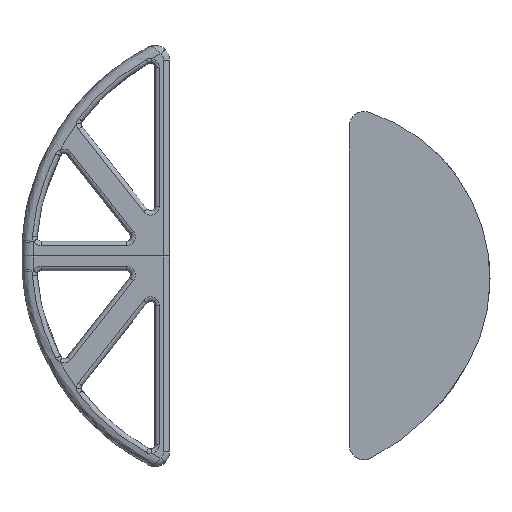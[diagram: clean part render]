
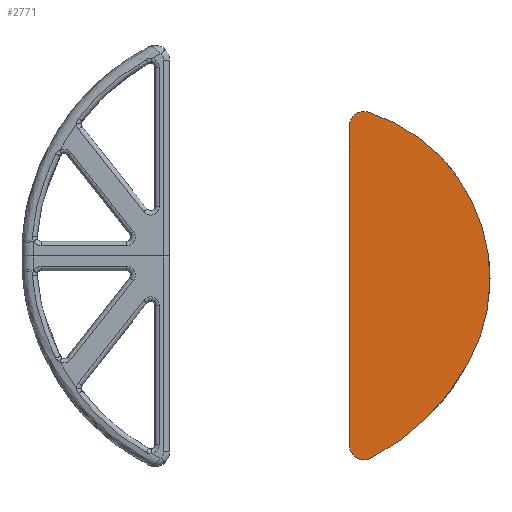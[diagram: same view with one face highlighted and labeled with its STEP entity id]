
A CAD part, front view. The second image highlights one B-rep face of the part: STEP entity #2771.
In plain terms, the highlighted planar face has unit normal (0, -1, 0).
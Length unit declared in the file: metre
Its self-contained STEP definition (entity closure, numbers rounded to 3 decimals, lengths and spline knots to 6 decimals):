
#112=LINE('',#4155,#221);
#221=VECTOR('',#3336,1.);
#327=PLANE('',#3003);
#365=CIRCLE('',#2992,0.12);
#370=CIRCLE('',#3001,0.161555);
#372=CIRCLE('',#3004,0.01);
#373=CIRCLE('',#3005,0.01);
#561=ORIENTED_EDGE('',*,*,#1409,.T.);
#562=ORIENTED_EDGE('',*,*,#1414,.T.);
#563=ORIENTED_EDGE('',*,*,#1411,.T.);
#564=ORIENTED_EDGE('',*,*,#1397,.T.);
#565=ORIENTED_EDGE('',*,*,#1415,.T.);
#1397=EDGE_CURVE('',#1830,#1829,#365,.T.);
#1409=EDGE_CURVE('',#1842,#1841,#112,.T.);
#1411=EDGE_CURVE('',#1843,#1830,#370,.T.);
#1414=EDGE_CURVE('',#1841,#1843,#372,.T.);
#1415=EDGE_CURVE('',#1829,#1842,#373,.T.);
#1829=VERTEX_POINT('',#4088);
#1830=VERTEX_POINT('',#4090);
#1841=VERTEX_POINT('',#4154);
#1842=VERTEX_POINT('',#4156);
#1843=VERTEX_POINT('',#4160);
#2270=EDGE_LOOP('',(#561,#562,#563,#564,#565));
#2493=FACE_BOUND('',#2270,.T.);
#2771=ADVANCED_FACE('',(#2493),#327,.T.);
#2992=AXIS2_PLACEMENT_3D('',#4089,#3315,#3316);
#3001=AXIS2_PLACEMENT_3D('',#4159,#3340,#3341);
#3003=AXIS2_PLACEMENT_3D('',#4164,#3345,#3346);
#3004=AXIS2_PLACEMENT_3D('',#4165,#3347,#3348);
#3005=AXIS2_PLACEMENT_3D('',#4166,#3349,#3350);
#3315=DIRECTION('',(0.,-1.,0.));
#3316=DIRECTION('',(0.,0.,-1.));
#3336=DIRECTION('',(0.,0.,-1.));
#3340=DIRECTION('',(0.,-1.,0.));
#3341=DIRECTION('',(0.,0.,-1.));
#3345=DIRECTION('',(0.,-1.,0.));
#3346=DIRECTION('',(1.,0.,0.));
#3347=DIRECTION('',(0.,-1.,0.));
#3348=DIRECTION('',(0.,0.,-1.));
#3349=DIRECTION('',(0.,-1.,0.));
#3350=DIRECTION('',(0.,0.,-1.));
#4088=CARTESIAN_POINT('',(0.153252,-0.038919,0.244274));
#4089=CARTESIAN_POINT('',(0.116625,-0.038919,0.13));
#4090=CARTESIAN_POINT('',(0.221813,-0.038919,0.072245));
#4154=CARTESIAN_POINT('',(0.1402,-0.038919,0.015579));
#4155=CARTESIAN_POINT('',(0.1402,-0.038919,0.125));
#4156=CARTESIAN_POINT('',(0.1402,-0.038919,0.234751));
#4159=CARTESIAN_POINT('',(0.0802,-0.038919,0.15));
#4160=CARTESIAN_POINT('',(0.154819,-0.038919,0.00671));
#4164=CARTESIAN_POINT('',(0.0802,-0.038919,0.15));
#4165=CARTESIAN_POINT('',(0.1502,-0.038919,0.015579));
#4166=CARTESIAN_POINT('',(0.1502,-0.038919,0.234751));
